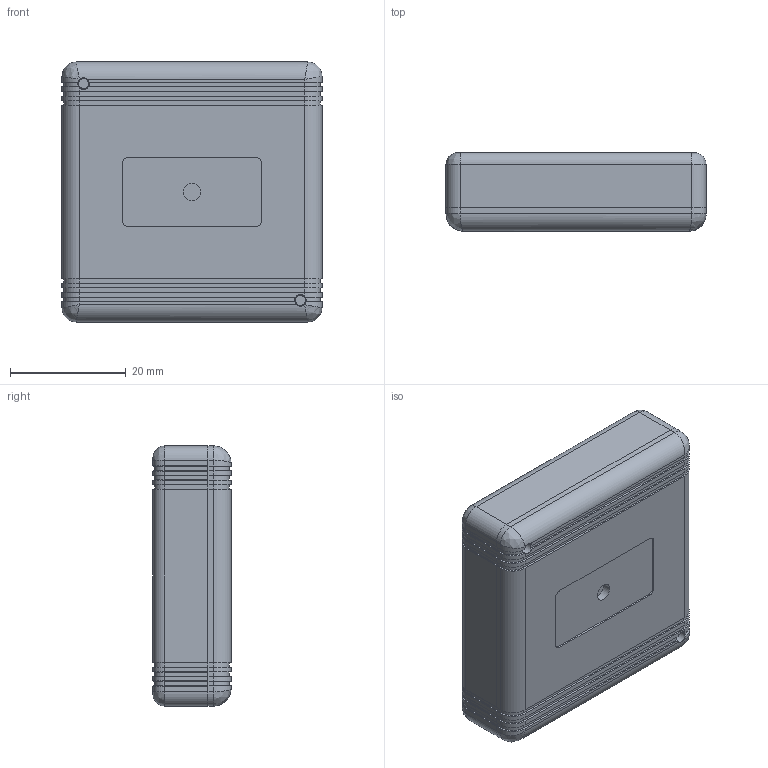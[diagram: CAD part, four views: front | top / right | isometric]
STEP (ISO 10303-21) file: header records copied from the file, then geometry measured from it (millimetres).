
FILE_DESCRIPTION((''),'2;1');
FILE_NAME('SC_PB_049_CAIXA_ASM','2015-04-17T',('cleristonmarques'),(''),'PRO/ENGINEER BY PARAMETRIC TECHNOLOGY CORPORATION, 2010280','PRO/ENGINEER BY PARAMETRIC TECHNOLOGY CORPORATION, 2010280','');
FILE_SCHEMA(('CONFIG_CONTROL_DESIGN'));
Length unit declared in the file: millimetre
Products named in the file (3): PB_049_CAIXA; PB_049_TAMPA; SC_PB_049_CAIXA_ASM
Assembly tree (2 placements, depth 2):
  SC_PB_049_CAIXA_ASM
    PB_049_CAIXA
    PB_049_TAMPA
Bounding box: 45 x 13.5 x 45 mm (x, y, z)
Volume: 9347.2 mm3; surface area: 12866.4 mm2
Topology: 2 solids, 2 shells, 470 faces, 1227 edges, 764 vertices
Faces by surface type: cylinder 224, plane 167, torus 67, bspline 12
Entity records: 15213 total; most frequent: CARTESIAN_POINT 3311, DIRECTION 2600, ORIENTED_EDGE 2454, EDGE_CURVE 1227, AXIS2_PLACEMENT_3D 960, VERTEX_POINT 764, VECTOR 680, LINE 680
